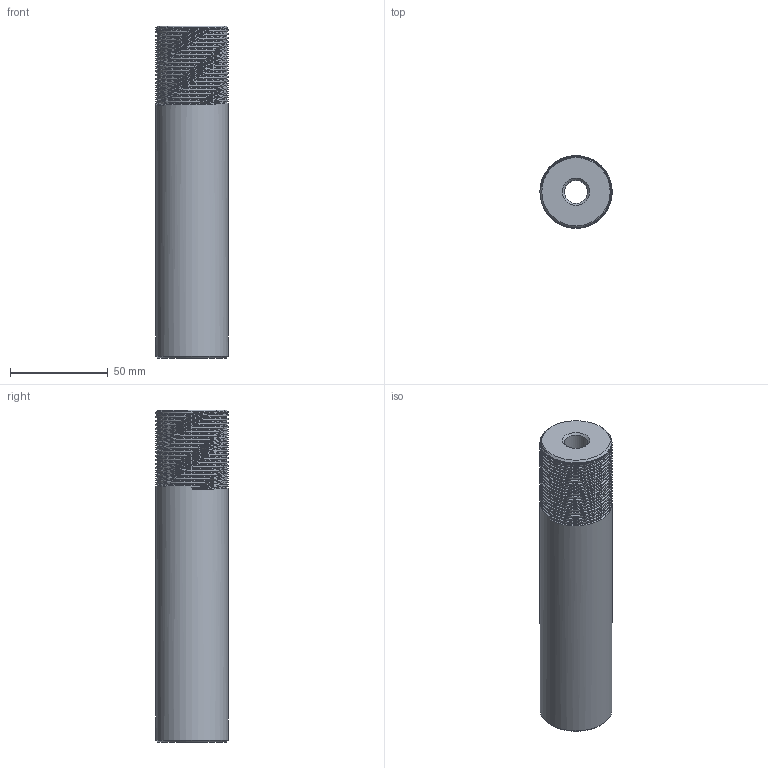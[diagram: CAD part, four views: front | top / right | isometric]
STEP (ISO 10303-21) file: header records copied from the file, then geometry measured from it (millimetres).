
FILE_DESCRIPTION (( 'STEP AP214' ), '1' );
FILE_NAME ('0186-1274_201103_MS01-37x170.STEP', '2020-11-03T15:04:15', ( '' ), ( '' ), 'SwSTEP 2.0', 'SolidWorks 2020', '' );
FILE_SCHEMA (( 'AUTOMOTIVE_DESIGN' ));
Length unit declared in the file: millimetre
Products named in the file (1): 0186-1274_201103_MS01-37x170
Bounding box: 37 x 37 x 170.2 mm (x, y, z)
Volume: 162483.6 mm3; surface area: 29390.7 mm2
Topology: 1 solids, 1 shells, 32 faces, 86 edges, 56 vertices
Faces by surface type: cylinder 22, cone 4, plane 3, bspline 3
Full cylindrical faces by diameter (mm): 12 x1, 37 x20
Entity records: 4402 total; most frequent: CARTESIAN_POINT 4121, DIRECTION 40, ORIENTED_EDGE 38, EDGE_LOOP 20, EDGE_CURVE 19, AXIS2_PLACEMENT_3D 18, VERTEX_POINT 15, FACE_OUTER_BOUND 14
